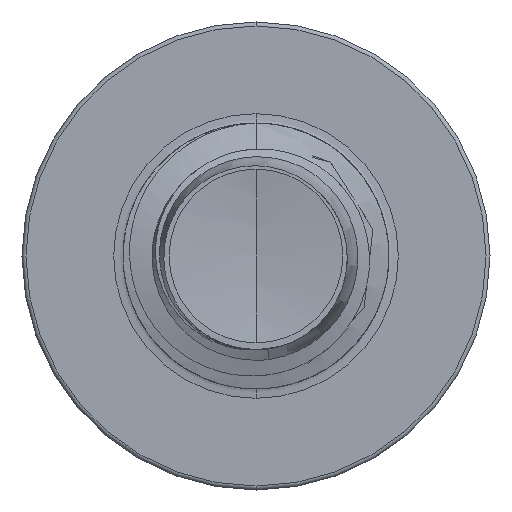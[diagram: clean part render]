
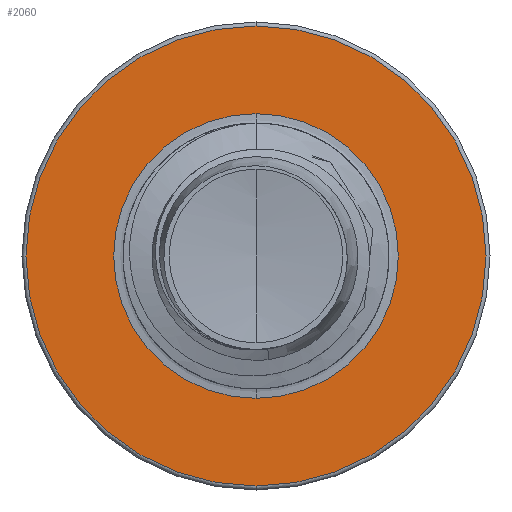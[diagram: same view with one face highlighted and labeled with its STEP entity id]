
A CAD part, front view. The second image highlights one B-rep face of the part: STEP entity #2060.
In plain terms, the highlighted planar face has unit normal (0, -1, 0).
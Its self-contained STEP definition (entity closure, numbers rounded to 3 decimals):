
#15 = VERTEX_POINT ( 'NONE', #23797 ) ;
#408 = FACE_BOUND ( 'NONE', #25788, .T. ) ;
#748 = DIRECTION ( 'NONE',  ( 0., 0., 1. ) ) ;
#755 = DIRECTION ( 'NONE',  ( 0., 1., 0. ) ) ;
#790 = CIRCLE ( 'NONE', #35260, 2.677 ) ;
#797 = PLANE ( 'NONE',  #10527 ) ;
#1371 = CARTESIAN_POINT ( 'NONE',  ( 0., 20., 0. ) ) ;
#2060 = ADVANCED_FACE ( 'NONE', ( #20368, #408 ), #797, .F. ) ;
#2400 = AXIS2_PLACEMENT_3D ( 'NONE', #6780, #30173, #10598 ) ;
#2699 = CARTESIAN_POINT ( 'NONE',  ( 0., 20., -2.677 ) ) ;
#4851 = CARTESIAN_POINT ( 'NONE',  ( 0., 20., -4.325 ) ) ;
#5506 = DIRECTION ( 'NONE',  ( 0., 0., 1. ) ) ;
#6780 = CARTESIAN_POINT ( 'NONE',  ( 0., 20., 0. ) ) ;
#8395 = CIRCLE ( 'NONE', #2400, 4.325 ) ;
#10309 = ORIENTED_EDGE ( 'NONE', *, *, #31612, .T. ) ;
#10527 = AXIS2_PLACEMENT_3D ( 'NONE', #2699, #755, #748 ) ;
#10598 = DIRECTION ( 'NONE',  ( 0., 0., 1. ) ) ;
#11665 = AXIS2_PLACEMENT_3D ( 'NONE', #1371, #26603, #5506 ) ;
#12860 = AXIS2_PLACEMENT_3D ( 'NONE', #18759, #18670, #18623 ) ;
#13579 = EDGE_CURVE ( 'NONE', #15, #33453, #26461, .T. ) ;
#13655 = CIRCLE ( 'NONE', #11665, 4.325 ) ;
#16863 = CARTESIAN_POINT ( 'NONE',  ( 0., 20., 2.677 ) ) ;
#17836 = CARTESIAN_POINT ( 'NONE',  ( 0., 20., 0. ) ) ;
#18623 = DIRECTION ( 'NONE',  ( 0., 0., 1. ) ) ;
#18670 = DIRECTION ( 'NONE',  ( 0., 1., 0. ) ) ;
#18759 = CARTESIAN_POINT ( 'NONE',  ( 0., 20., 0. ) ) ;
#19767 = ORIENTED_EDGE ( 'NONE', *, *, #13579, .T. ) ;
#20368 = FACE_OUTER_BOUND ( 'NONE', #38489, .T. ) ;
#21181 = DIRECTION ( 'NONE',  ( 0., 0., 1. ) ) ;
#23797 = CARTESIAN_POINT ( 'NONE',  ( 0., 20., -2.677 ) ) ;
#25788 = EDGE_LOOP ( 'NONE', ( #10309, #19767 ) ) ;
#26461 = CIRCLE ( 'NONE', #12860, 2.677 ) ;
#26603 = DIRECTION ( 'NONE',  ( 0., 1., 0. ) ) ;
#27374 = ORIENTED_EDGE ( 'NONE', *, *, #34439, .F. ) ;
#29003 = CARTESIAN_POINT ( 'NONE',  ( 0., 20., 4.325 ) ) ;
#29513 = VERTEX_POINT ( 'NONE', #29003 ) ;
#30095 = EDGE_CURVE ( 'NONE', #33396, #29513, #8395, .T. ) ;
#30173 = DIRECTION ( 'NONE',  ( 0., 1., 0. ) ) ;
#31612 = EDGE_CURVE ( 'NONE', #33453, #15, #790, .T. ) ;
#33396 = VERTEX_POINT ( 'NONE', #4851 ) ;
#33453 = VERTEX_POINT ( 'NONE', #16863 ) ;
#33596 = ORIENTED_EDGE ( 'NONE', *, *, #30095, .F. ) ;
#34439 = EDGE_CURVE ( 'NONE', #29513, #33396, #13655, .T. ) ;
#35260 = AXIS2_PLACEMENT_3D ( 'NONE', #17836, #36402, #21181 ) ;
#36402 = DIRECTION ( 'NONE',  ( 0., 1., 0. ) ) ;
#38489 = EDGE_LOOP ( 'NONE', ( #27374, #33596 ) ) ;
